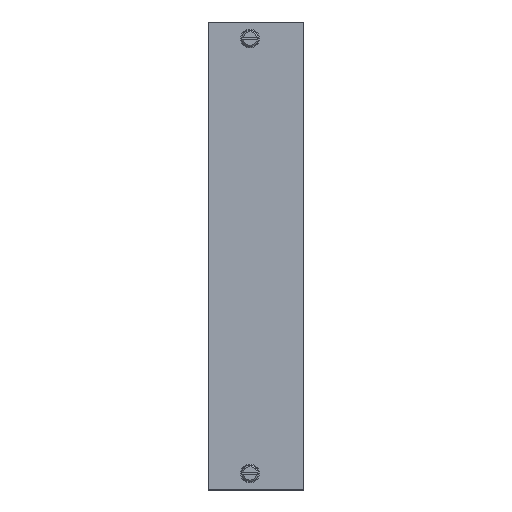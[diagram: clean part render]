
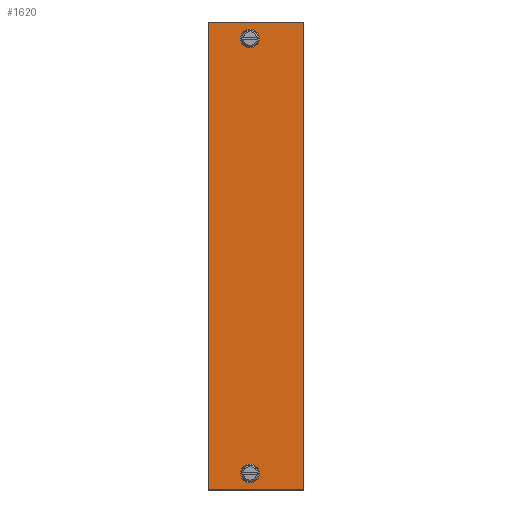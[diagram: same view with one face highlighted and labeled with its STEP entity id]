
A CAD part, top view. The second image highlights one B-rep face of the part: STEP entity #1620.
In plain terms, the highlighted planar face has unit normal (0, 0, 1).
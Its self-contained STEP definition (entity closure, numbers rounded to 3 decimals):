
#141=DIRECTION('',(0.,-1.,0.));
#142=VECTOR('',#141,174.7);
#143=CARTESIAN_POINT('',(-15.5,87.35,2.));
#144=LINE('',#143,#142);
#145=DIRECTION('',(-1.,0.,0.));
#146=VECTOR('',#145,35.5);
#147=CARTESIAN_POINT('',(20.,87.35,2.));
#148=LINE('',#147,#146);
#149=DIRECTION('',(0.,1.,0.));
#150=VECTOR('',#149,174.7);
#151=CARTESIAN_POINT('',(20.,-87.35,2.));
#152=LINE('',#151,#150);
#153=DIRECTION('',(1.,0.,0.));
#154=VECTOR('',#153,35.5);
#155=CARTESIAN_POINT('',(-15.5,-87.35,2.));
#156=LINE('',#155,#154);
#157=CARTESIAN_POINT('',(0.,-81.15,2.));
#158=DIRECTION('',(0.,0.,1.));
#159=DIRECTION('',(1.,0.,0.));
#160=AXIS2_PLACEMENT_3D('',#157,#158,#159);
#162=CARTESIAN_POINT('',(0.,-81.15,2.));
#163=DIRECTION('',(0.,0.,1.));
#164=DIRECTION('',(-1.,0.,0.));
#165=AXIS2_PLACEMENT_3D('',#162,#163,#164);
#167=CARTESIAN_POINT('',(0.,81.15,2.));
#168=DIRECTION('',(0.,0.,1.));
#169=DIRECTION('',(1.,0.,0.));
#170=AXIS2_PLACEMENT_3D('',#167,#168,#169);
#172=CARTESIAN_POINT('',(0.,81.15,2.));
#173=DIRECTION('',(0.,0.,1.));
#174=DIRECTION('',(-1.,0.,0.));
#175=AXIS2_PLACEMENT_3D('',#172,#173,#174);
#1085=CARTESIAN_POINT('',(-15.5,87.35,2.));
#1086=CARTESIAN_POINT('',(-15.5,-87.35,2.));
#1087=VERTEX_POINT('',#1085);
#1088=VERTEX_POINT('',#1086);
#1089=CARTESIAN_POINT('',(20.,-87.35,2.));
#1090=VERTEX_POINT('',#1089);
#1091=CARTESIAN_POINT('',(20.,87.35,2.));
#1092=VERTEX_POINT('',#1091);
#1109=CARTESIAN_POINT('',(3.5,-81.15,2.));
#1110=CARTESIAN_POINT('',(-3.5,-81.15,2.));
#1111=VERTEX_POINT('',#1109);
#1112=VERTEX_POINT('',#1110);
#1137=CARTESIAN_POINT('',(3.5,81.15,2.));
#1138=CARTESIAN_POINT('',(-3.5,81.15,2.));
#1139=VERTEX_POINT('',#1137);
#1140=VERTEX_POINT('',#1138);
#1597=CARTESIAN_POINT('',(0.,0.,2.));
#1598=DIRECTION('',(0.,0.,1.));
#1599=DIRECTION('',(1.,0.,0.));
#1600=AXIS2_PLACEMENT_3D('',#1597,#1598,#1599);
#1601=PLANE('',#1600);
#1602=ORIENTED_EDGE('',*,*,#1549,.F.);
#1603=ORIENTED_EDGE('',*,*,#1564,.F.);
#1604=ORIENTED_EDGE('',*,*,#1578,.F.);
#1605=ORIENTED_EDGE('',*,*,#1591,.F.);
#1606=EDGE_LOOP('',(#1602,#1603,#1604,#1605));
#1607=FACE_OUTER_BOUND('',#1606,.F.);
#1609=ORIENTED_EDGE('',*,*,#1608,.T.);
#1611=ORIENTED_EDGE('',*,*,#1610,.T.);
#1612=EDGE_LOOP('',(#1609,#1611));
#1613=FACE_BOUND('',#1612,.F.);
#1615=ORIENTED_EDGE('',*,*,#1614,.T.);
#1617=ORIENTED_EDGE('',*,*,#1616,.T.);
#1618=EDGE_LOOP('',(#1615,#1617));
#1619=FACE_BOUND('',#1618,.F.);
#1620=ADVANCED_FACE('',(#1607,#1613,#1619),#1601,.T.);
#161=CIRCLE('',#160,3.5);
#166=CIRCLE('',#165,3.5);
#171=CIRCLE('',#170,3.5);
#176=CIRCLE('',#175,3.5);
#1549=EDGE_CURVE('',#1087,#1088,#144,.T.);
#1564=EDGE_CURVE('',#1092,#1087,#148,.T.);
#1578=EDGE_CURVE('',#1090,#1092,#152,.T.);
#1591=EDGE_CURVE('',#1088,#1090,#156,.T.);
#1608=EDGE_CURVE('',#1111,#1112,#161,.T.);
#1610=EDGE_CURVE('',#1112,#1111,#166,.T.);
#1614=EDGE_CURVE('',#1139,#1140,#171,.T.);
#1616=EDGE_CURVE('',#1140,#1139,#176,.T.);
